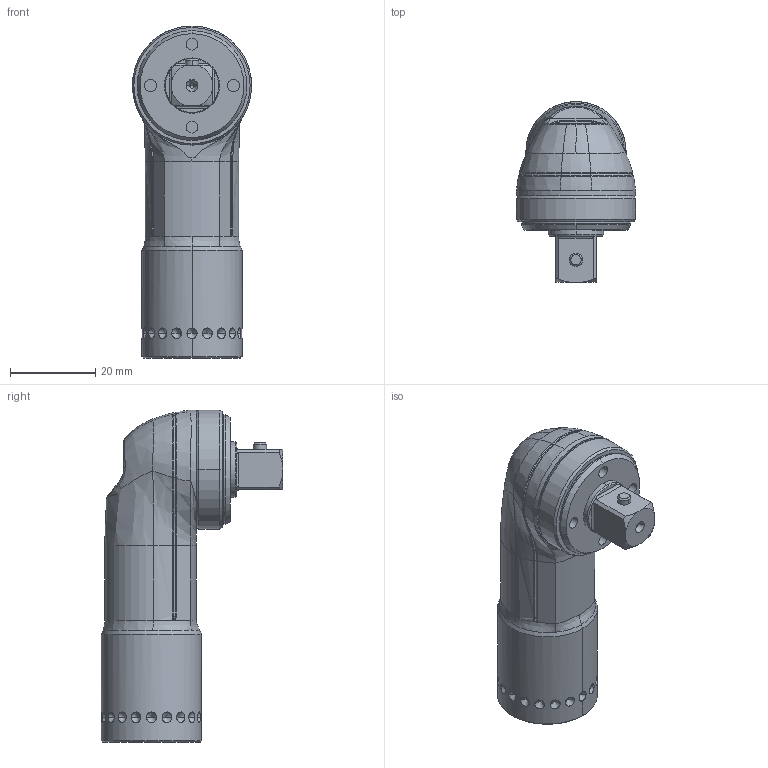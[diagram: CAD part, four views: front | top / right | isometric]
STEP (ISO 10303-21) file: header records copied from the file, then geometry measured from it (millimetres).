
FILE_DESCRIPTION((''),'2;1');
FILE_NAME('4211580780_NOIP','2023-11-24T15:41:06',('TOOmasc'),(''),'CREO PARAMETRIC BY PTC INC, 2022414','CREO PARAMETRIC BY PTC INC, 2022414','');
FILE_SCHEMA(('CONFIG_CONTROL_DESIGN','GEOMETRIC_VALIDATION_PROPERTIES_MIM'));
Length unit declared in the file: millimetre
Products named in the file (1): 4211580780_NOIP
Bounding box: 28 x 42.55 x 78 mm (x, y, z)
Volume: 35662.8 mm3; surface area: 7503 mm2
Topology: 1 solids, 1 shells, 202 faces, 495 edges, 281 vertices
Faces by surface type: bspline 66, cone 63, cylinder 42, plane 24, extrusion 4, torus 3
Entity records: 13242 total; most frequent: CARTESIAN_POINT 6901, ORIENTED_EDGE 906, DIRECTION 675, EDGE_CURVE 453, FILL_AREA_STYLE_COLOUR 360, FILL_AREA_STYLE 360, SURFACE_STYLE_FILL_AREA 360, SURFACE_SIDE_STYLE 360
